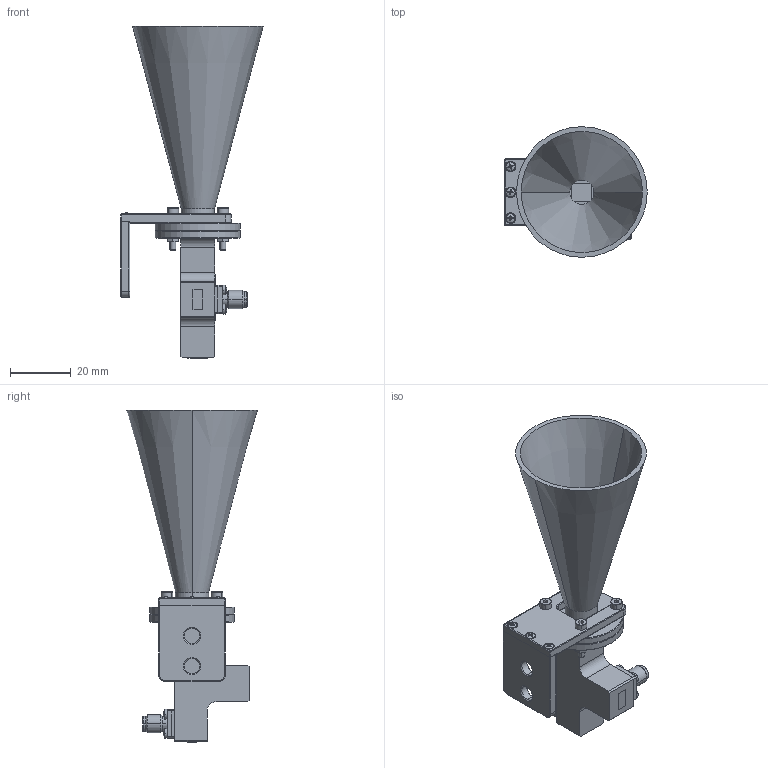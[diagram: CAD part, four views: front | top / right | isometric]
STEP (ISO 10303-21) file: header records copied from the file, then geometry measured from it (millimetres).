
FILE_DESCRIPTION (( 'STEP AP214' ), '1' );
FILE_NAME ('FMWAN1170_3D.step', '2023-05-01T16:04:43', ( '' ), ( '' ), 'SwSTEP 2.0', 'SolidWorks 2022', '' );
FILE_SCHEMA (( 'AUTOMOTIVE_DESIGN' ));
Length unit declared in the file: inch
Products named in the file (14): 1170 OMT ____-1^1170 OMT _______FMWAN1170; GB__T820-2000________________M1__6__6^1171____ _______FMWAN1170; 1171____ ______^FMWAN1170; GB__T6173-2000______________A____B__M2^FMWAN1170; 1170 OMT^1170 OMT _______FMWAN1170; GB__T70__1-2000________________M2__12^FMWAN1170; GB__T818-2000______________M1__6__5^FMWAN1170; 1170 OMT ____-2^1170 OMT _______FMWAN1170; FMWAN1170_3D; 1171____-1^1171____ _______FMWAN1170; 1170 ____^FMWAN1170; D360D50F02-319^FMWAN1170; 1171____-2^1171____ _______FMWAN1170; 1170 OMT ______^FMWAN1170
Assembly tree (29 placements, depth 3):
  FMWAN1170_3D
    1171____ ______^FMWAN1170
      1171____-1^1171____ _______FMWAN1170
      1171____-2^1171____ _______FMWAN1170
      GB__T820-2000________________M1__6__6^1171____ _______FMWAN1170  x3
    1170 OMT ______^FMWAN1170
      1170 OMT ____-1^1170 OMT _______FMWAN1170
      1170 OMT ____-2^1170 OMT _______FMWAN1170
      1170 OMT^1170 OMT _______FMWAN1170
    1170 ____^FMWAN1170
    D360D50F02-319^FMWAN1170  x2
    GB__T818-2000______________M1__6__5^FMWAN1170  x8
    GB__T70__1-2000________________M2__12^FMWAN1170  x4
    GB__T6173-2000______________A____B__M2^FMWAN1170  x4
Bounding box: 46.97 x 43.1 x 109.53 mm (x, y, z)
Volume: 21682.2 mm3; surface area: 21382.3 mm2
Topology: 27 solids, 27 shells, 926 faces, 2030 edges, 1201 vertices
Faces by surface type: plane 372, cylinder 253, cone 222, torus 66, sphere 13
Entity records: 14100 total; most frequent: DIRECTION 2542, CARTESIAN_POINT 2380, ORIENTED_EDGE 2128, EDGE_CURVE 1064, AXIS2_PLACEMENT_3D 998, VERTEX_POINT 644, EDGE_LOOP 556, LINE 546
